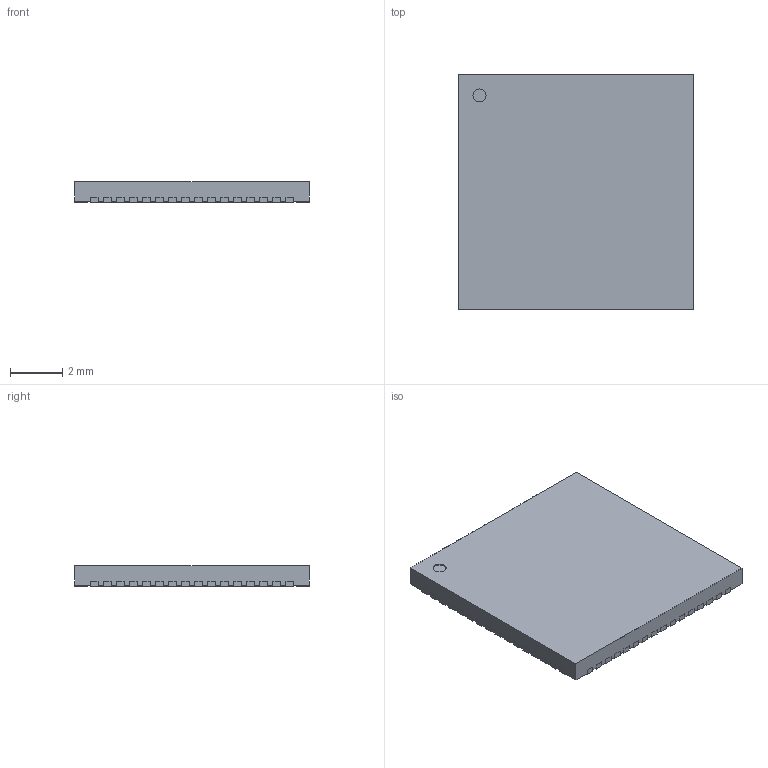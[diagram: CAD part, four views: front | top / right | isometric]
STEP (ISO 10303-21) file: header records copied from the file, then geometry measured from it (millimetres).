
FILE_DESCRIPTION((''),'2;1');
FILE_NAME('QFN50P900X900X80-65N-S725.stp','2012-09-18T17:28:14',(''),(''),'Mechanical Desktop 2011','Mechanical Desktop 2011',', , ');
FILE_SCHEMA(('AUTOMOTIVE_DESIGN { 1 2 10303 214 1 1 1 1 }'));
Length unit declared in the file: millimetre
Products named in the file (1): Product
Bounding box: 9 x 9 x 0.8 mm (x, y, z)
Volume: 63.8 mm3; surface area: 340.8 mm2
Topology: 66 solids, 66 shells, 655 faces, 1566 edges, 1045 vertices
Faces by surface type: bspline 326, plane 263, cylinder 66
Entity records: 19653 total; most frequent: CARTESIAN_POINT 5141, ORIENTED_EDGE 3132, DIRECTION 2486, EDGE_CURVE 1566, VECTOR 1306, LINE 1306, VERTEX_POINT 1044, EDGE_LOOP 656
